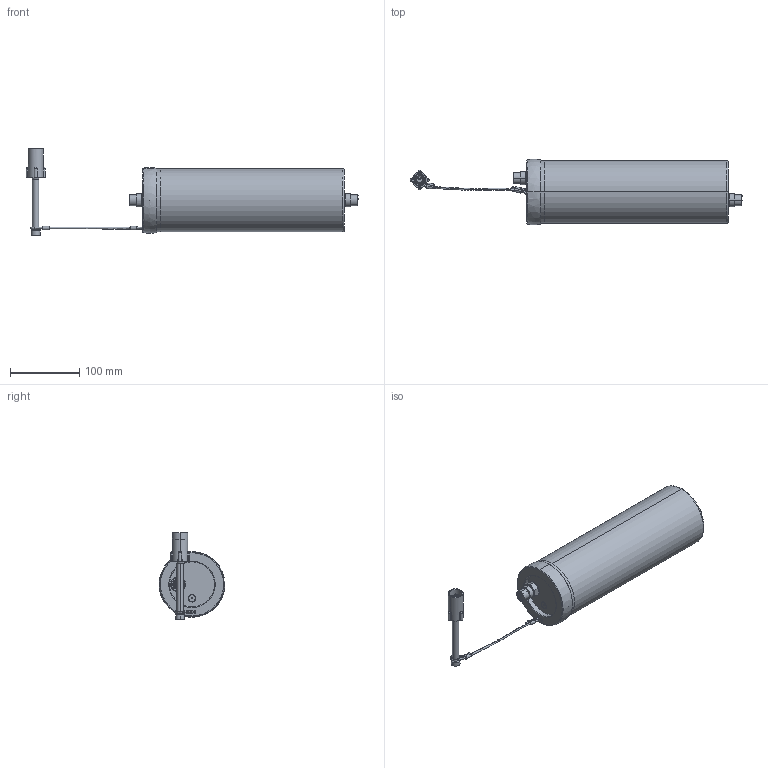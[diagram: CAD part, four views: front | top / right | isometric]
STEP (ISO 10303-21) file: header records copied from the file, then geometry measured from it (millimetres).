
FILE_DESCRIPTION (( 'STEP AP214' ), '1' );
FILE_NAME ('4459310E.STEP', '2014-07-02T08:11:06', ( '' ), ( '' ), 'SwSTEP 2.0', 'SolidWorks 2014', '' );
FILE_SCHEMA (( 'AUTOMOTIVE_DESIGN' ));
Length unit declared in the file: millimetre
Products named in the file (1): 4459310E
Bounding box: 479.32 x 95 x 124.5 mm (x, y, z)
Surface area: 128032.5 mm2 (no closed solid volume)
Topology: 0 solids, 24 shells, 206 faces, 579 edges, 398 vertices
Faces by surface type: cylinder 101, plane 57, cone 28, bspline 7, sphere 7, torus 6
Entity records: 10776 total; most frequent: CARTESIAN_POINT 3147, DIRECTION 1210, ORIENTED_EDGE 949, EDGE_CURVE 566, AXIS2_PLACEMENT_3D 495, VERTEX_POINT 393, CIRCLE 295, EDGE_LOOP 254
